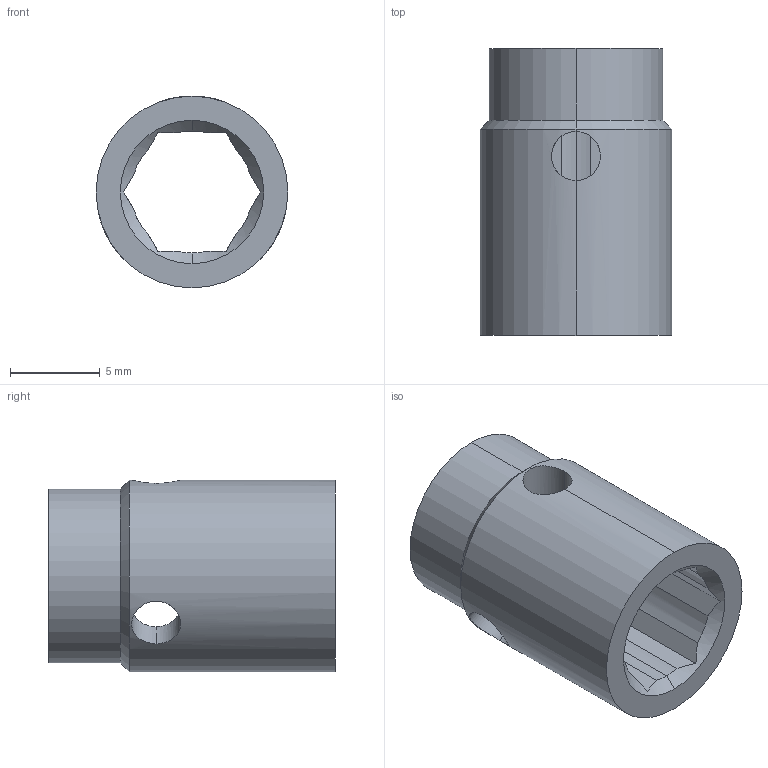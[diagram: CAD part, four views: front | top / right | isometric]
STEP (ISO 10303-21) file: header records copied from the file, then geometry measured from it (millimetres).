
FILE_DESCRIPTION (( 'STEP AP214' ), '1' );
FILE_NAME ('09308801.STEP', '2015-11-18T08:05:21', ( '' ), ( '' ), 'SwSTEP 2.0', 'SolidWorks 2015', '' );
FILE_SCHEMA (( 'AUTOMOTIVE_DESIGN' ));
Length unit declared in the file: millimetre
Products named in the file (1): 09308801
Bounding box: 10.7 x 16 x 10.7 mm (x, y, z)
Volume: 715.7 mm3; surface area: 986.9 mm2
Topology: 1 solids, 1 shells, 40 faces, 120 edges, 78 vertices
Faces by surface type: cylinder 20, plane 14, cone 6
Entity records: 1632 total; most frequent: CARTESIAN_POINT 541, ORIENTED_EDGE 240, DIRECTION 204, EDGE_CURVE 120, AXIS2_PLACEMENT_3D 81, VERTEX_POINT 78, EDGE_LOOP 44, VECTOR 42
